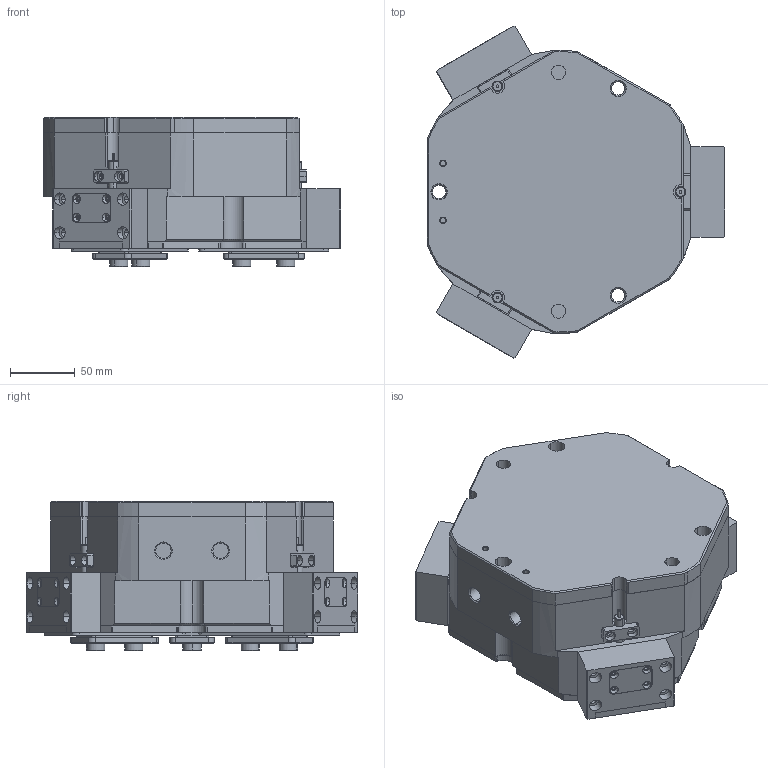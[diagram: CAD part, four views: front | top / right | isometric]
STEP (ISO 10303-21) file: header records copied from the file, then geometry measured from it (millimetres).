
FILE_DESCRIPTION (( 'STEP AP203' ), '1' );
FILE_NAME ('TZ160-218-P.STEP', '2024-12-03T07:42:33', ( 'USER-' ), ( 'Microsoft' ), 'SwSTEP 2.0', 'SolidWorks 2018', '' );
FILE_SCHEMA (( 'CONFIG_CONTROL_DESIGN' ));
Length unit declared in the file: millimetre
Products named in the file (15): 35x18-R3; M8-30諉輪羲壽; TZ160-218-M-05 菁裔啣; TZ160-218-M-14 忒硌薊啣; 埴翐芛蹟佪_GB_FASTENER_SCREWS_HSHCS M2X8-N; TZ160-218-M-13 移动挡板(默认); TZ160-218-M-01 褲极; TR300-15-1晚假蚾輸; 潔擒18-M4羲壽揤极; TZ160-218-M-12 耜猾极; TZ160-218-M-11 奻葡裔啣; TZ160-218-M-02 賑輸; TZ160-218-P; TR115-240-M-15 侧封小盖(默认); 14x10-10隅弇杶
Assembly tree (46 placements, depth 2):
  TZ160-218-P
    TZ160-218-M-01 褲极
    TZ160-218-M-02 賑輸  x3
    14x10-10隅弇杶  x12
    TR300-15-1晚假蚾輸  x3
    潔擒18-M4羲壽揤极  x3
    M8-30諉輪羲壽  x3
    TZ160-218-M-05 菁裔啣
    TZ160-218-M-11 奻葡裔啣
    TZ160-218-M-12 耜猾极  x3
    TZ160-218-M-13 移动挡板(默认)  x3
    TZ160-218-M-14 忒硌薊啣  x3
    TR115-240-M-15 侧封小盖(默认)  x3
    35x18-R3
    埴翐芛蹟佪_GB_FASTENER_SCREWS_HSHCS M2X8-N  x6
Bounding box: 229 x 255.7 x 115 mm (x, y, z)
Volume: 3387382.7 mm3; surface area: 477565.8 mm2
Topology: 46 solids, 77 shells, 2414 faces, 6038 edges, 3740 vertices
Faces by surface type: plane 983, cylinder 728, cone 536, bspline 155, torus 12
Entity records: 53247 total; most frequent: CARTESIAN_POINT 14266, ORIENTED_EDGE 7604, DIRECTION 7416, EDGE_CURVE 3802, AXIS2_PLACEMENT_3D 2535, VERTEX_POINT 2453, LINE 2346, VECTOR 2346
